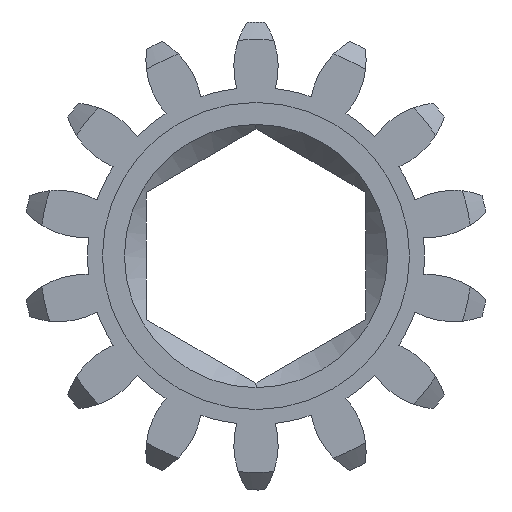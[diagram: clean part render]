
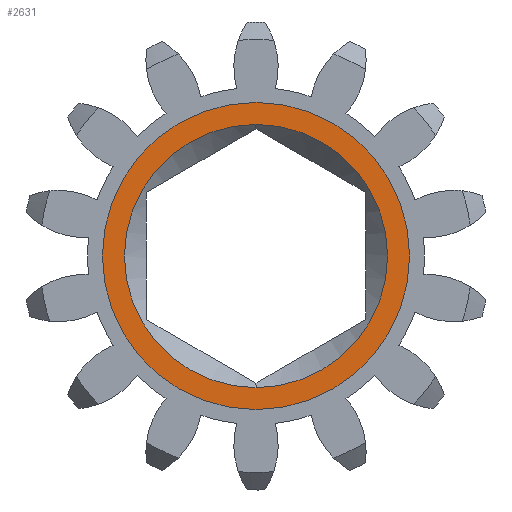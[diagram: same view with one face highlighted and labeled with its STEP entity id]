
A CAD part, left-side view. The second image highlights one B-rep face of the part: STEP entity #2631.
In plain terms, the highlighted planar face has unit normal (-1, 0, 0).
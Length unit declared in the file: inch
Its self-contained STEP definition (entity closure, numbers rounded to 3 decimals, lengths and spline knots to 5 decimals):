
#59 = ORIENTED_EDGE ( 'NONE', *, *, #3373, .T. ) ;
#135 = DIRECTION ( 'NONE',  ( 0., 0., -1. ) ) ;
#217 = EDGE_CURVE ( 'NONE', #410, #2420, #2728, .T. ) ;
#302 = CIRCLE ( 'NONE', #1176, 0.225 ) ;
#410 = VERTEX_POINT ( 'NONE', #446 ) ;
#446 = CARTESIAN_POINT ( 'NONE',  ( -0.0625, 0., -0.2625 ) ) ;
#468 = CIRCLE ( 'NONE', #1088, 0.225 ) ;
#494 = FACE_BOUND ( 'NONE', #2472, .T. ) ;
#600 = AXIS2_PLACEMENT_3D ( 'NONE', #3338, #3626, #1537 ) ;
#741 = CARTESIAN_POINT ( 'NONE',  ( -0.0625, 0., 0. ) ) ;
#748 = EDGE_CURVE ( 'NONE', #2420, #410, #3781, .T. ) ;
#805 = FACE_OUTER_BOUND ( 'NONE', #1825, .T. ) ;
#814 = CARTESIAN_POINT ( 'NONE',  ( -0.0625, 0., -0.225 ) ) ;
#876 = DIRECTION ( 'NONE',  ( 0., 0., -1. ) ) ;
#881 = DIRECTION ( 'NONE',  ( 1., 0., 0. ) ) ;
#901 = ORIENTED_EDGE ( 'NONE', *, *, #1336, .T. ) ;
#1088 = AXIS2_PLACEMENT_3D ( 'NONE', #741, #3063, #135 ) ;
#1176 = AXIS2_PLACEMENT_3D ( 'NONE', #2592, #1403, #1424 ) ;
#1258 = VERTEX_POINT ( 'NONE', #1932 ) ;
#1336 = EDGE_CURVE ( 'NONE', #3030, #1258, #468, .T. ) ;
#1403 = DIRECTION ( 'NONE',  ( 1., 0., 0. ) ) ;
#1424 = DIRECTION ( 'NONE',  ( 0., 0., -1. ) ) ;
#1537 = DIRECTION ( 'NONE',  ( 0., 0., -1. ) ) ;
#1689 = ORIENTED_EDGE ( 'NONE', *, *, #217, .F. ) ;
#1735 = CARTESIAN_POINT ( 'NONE',  ( -0.0625, 0., 0.2625 ) ) ;
#1825 = EDGE_LOOP ( 'NONE', ( #1689, #1867 ) ) ;
#1834 = DIRECTION ( 'NONE',  ( 1., 0., 0. ) ) ;
#1867 = ORIENTED_EDGE ( 'NONE', *, *, #748, .F. ) ;
#1932 = CARTESIAN_POINT ( 'NONE',  ( -0.0625, 0., 0.225 ) ) ;
#1977 = PLANE ( 'NONE',  #3810 ) ;
#2084 = CARTESIAN_POINT ( 'NONE',  ( -0.0625, 0., 0. ) ) ;
#2420 = VERTEX_POINT ( 'NONE', #1735 ) ;
#2472 = EDGE_LOOP ( 'NONE', ( #901, #59 ) ) ;
#2592 = CARTESIAN_POINT ( 'NONE',  ( -0.0625, 0., 0. ) ) ;
#2608 = AXIS2_PLACEMENT_3D ( 'NONE', #2084, #1834, #876 ) ;
#2631 = ADVANCED_FACE ( 'NONE', ( #494, #805 ), #1977, .F. ) ;
#2728 = CIRCLE ( 'NONE', #2608, 0.2625 ) ;
#2904 = DIRECTION ( 'NONE',  ( 0., 0., -1. ) ) ;
#3030 = VERTEX_POINT ( 'NONE', #814 ) ;
#3063 = DIRECTION ( 'NONE',  ( 1., 0., 0. ) ) ;
#3338 = CARTESIAN_POINT ( 'NONE',  ( -0.0625, 0., 0. ) ) ;
#3373 = EDGE_CURVE ( 'NONE', #1258, #3030, #302, .T. ) ;
#3490 = CARTESIAN_POINT ( 'NONE',  ( -0.0625, 0., 0. ) ) ;
#3626 = DIRECTION ( 'NONE',  ( 1., 0., 0. ) ) ;
#3781 = CIRCLE ( 'NONE', #600, 0.2625 ) ;
#3810 = AXIS2_PLACEMENT_3D ( 'NONE', #3490, #881, #2904 ) ;
